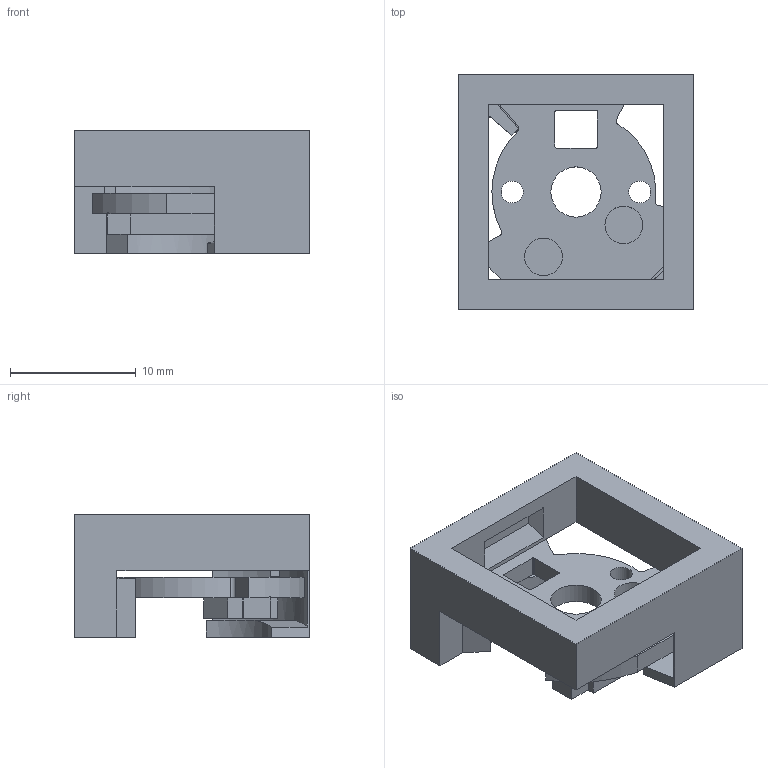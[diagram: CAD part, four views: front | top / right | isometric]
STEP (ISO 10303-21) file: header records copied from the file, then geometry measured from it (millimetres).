
FILE_DESCRIPTION(/* description */ (''),/* implementation_level */ '2;1');
FILE_NAME(/* name */ 'Spiral Galaxy SKPCB Socket MX.step',/* time_stamp */ '2024-07-18T20:59:19-04:00',/* author */ (''),/* organization */ (''),/* preprocessor_version */ 'ST-DEVELOPER v20',/* originating_system */ 'Autodesk Translation Framework v13.14.0.145',/* authorisation */ '');
FILE_SCHEMA (('AUTOMOTIVE_DESIGN { 1 0 10303 214 3 1 1 }'));
Length unit declared in the file: millimetre
Products named in the file (6): (Unsaved); Twisty; Hotswap; Twisty (1); Socket; key-mx-better v1
Assembly tree (5 placements, depth 3):
  (Unsaved)
    Twisty
      Hotswap
      Twisty (1)
      Socket
    key-mx-better v1
Bounding box: 18.7 x 18.7 x 9.77 mm (x, y, z)
Volume: 1342.8 mm3; surface area: 2058.8 mm2
Topology: 3 solids, 3 shells, 141 faces, 396 edges, 264 vertices
Faces by surface type: plane 116, cylinder 25
Full cylindrical faces by diameter (mm): 1.75 x2, 3 x4, 4 x1
Entity records: 4725 total; most frequent: CARTESIAN_POINT 812, ORIENTED_EDGE 792, DIRECTION 758, EDGE_CURVE 396, LINE 338, VECTOR 338, VERTEX_POINT 264, AXIS2_PLACEMENT_3D 210
